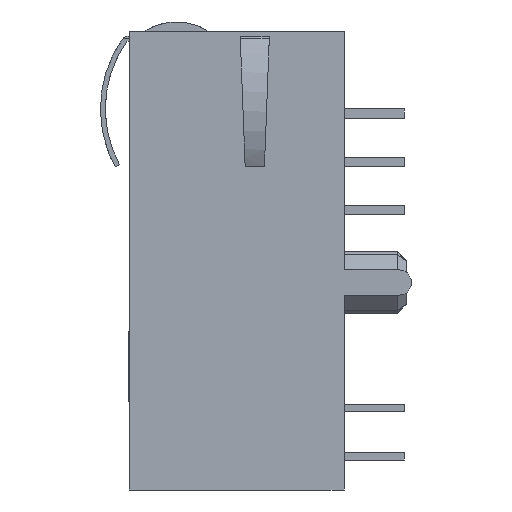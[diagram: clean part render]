
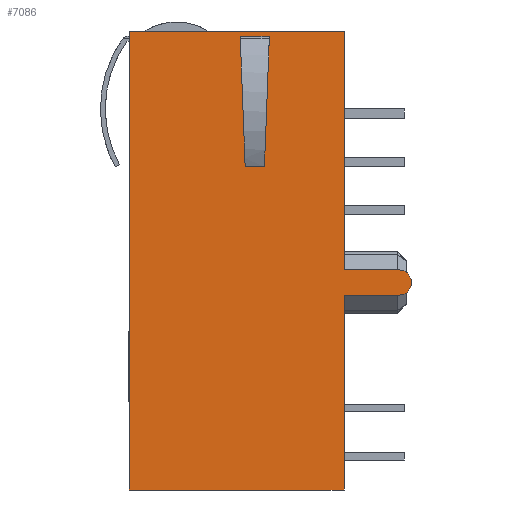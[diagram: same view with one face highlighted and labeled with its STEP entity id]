
A CAD part, left-side view. The second image highlights one B-rep face of the part: STEP entity #7086.
In plain terms, the highlighted planar face has unit normal (-1, 0, 0).
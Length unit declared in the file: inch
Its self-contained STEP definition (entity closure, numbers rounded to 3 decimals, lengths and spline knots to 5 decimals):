
#138 = EDGE_CURVE ( 'NONE', #9267, #3159, #5467, .T. ) ;
#168 = CIRCLE ( 'NONE', #8492, 0.026 ) ;
#225 = VERTEX_POINT ( 'NONE', #8083 ) ;
#258 = VECTOR ( 'NONE', #323, 39.37008 ) ;
#291 = LINE ( 'NONE', #9002, #1400 ) ;
#301 = CARTESIAN_POINT ( 'NONE',  ( -0.35, 0.2225, 0.475 ) ) ;
#323 = DIRECTION ( 'NONE',  ( 0., -1., 0. ) ) ;
#338 = EDGE_CURVE ( 'NONE', #4163, #1276, #6087, .T. ) ;
#420 = CARTESIAN_POINT ( 'NONE',  ( -0.35, 0.15075, -0.071 ) ) ;
#541 = VERTEX_POINT ( 'NONE', #8476 ) ;
#690 = CARTESIAN_POINT ( 'NONE',  ( -0.35, 0.15075, -0.475 ) ) ;
#851 = DIRECTION ( 'NONE',  ( 1., 0., 0. ) ) ;
#880 = CARTESIAN_POINT ( 'NONE',  ( -0.35, -0.14351, 0.475 ) ) ;
#974 = ORIENTED_EDGE ( 'NONE', *, *, #2777, .F. ) ;
#985 = CARTESIAN_POINT ( 'NONE',  ( -0.35, 0.15522, 0.455 ) ) ;
#1082 = CARTESIAN_POINT ( 'NONE',  ( -0.35, 0.155, 0. ) ) ;
#1092 = DIRECTION ( 'NONE',  ( 0., 1., 0. ) ) ;
#1115 = CARTESIAN_POINT ( 'NONE',  ( -0.35, 0.155, 0.46083 ) ) ;
#1175 = ORIENTED_EDGE ( 'NONE', *, *, #8115, .T. ) ;
#1276 = VERTEX_POINT ( 'NONE', #9961 ) ;
#1342 = ORIENTED_EDGE ( 'NONE', *, *, #2644, .T. ) ;
#1400 = VECTOR ( 'NONE', #9799, 39.37008 ) ;
#1519 = ORIENTED_EDGE ( 'NONE', *, *, #4527, .F. ) ;
#1536 = VECTOR ( 'NONE', #5487, 39.37008 ) ;
#1568 = VERTEX_POINT ( 'NONE', #9587 ) ;
#1578 = VERTEX_POINT ( 'NONE', #7998 ) ;
#1586 = DIRECTION ( 'NONE',  ( 0., 0.038, -0.999 ) ) ;
#1684 = CARTESIAN_POINT ( 'NONE',  ( -0.35, 0., 0. ) ) ;
#1698 = ORIENTED_EDGE ( 'NONE', *, *, #3577, .T. ) ;
#1763 = DIRECTION ( 'NONE',  ( 1., 0., 0. ) ) ;
#1931 = ORIENTED_EDGE ( 'NONE', *, *, #9177, .T. ) ;
#1944 = CARTESIAN_POINT ( 'NONE',  ( -0.35, 0.445, 0. ) ) ;
#2017 = DIRECTION ( 'NONE',  ( 0., 1., 0. ) ) ;
#2168 = VECTOR ( 'NONE', #2441, 39.37008 ) ;
#2252 = EDGE_CURVE ( 'NONE', #5704, #1568, #6733, .T. ) ;
#2399 = VECTOR ( 'NONE', #5098, 39.37008 ) ;
#2433 = LINE ( 'NONE', #4822, #2168 ) ;
#2441 = DIRECTION ( 'NONE',  ( 0., 0., 1. ) ) ;
#2484 = DIRECTION ( 'NONE',  ( 0., 0., -1. ) ) ;
#2496 = DIRECTION ( 'NONE',  ( 0., 0., 1. ) ) ;
#2613 = CARTESIAN_POINT ( 'NONE',  ( -0.35, 0.21478, 0.455 ) ) ;
#2644 = EDGE_CURVE ( 'NONE', #4634, #1568, #5337, .T. ) ;
#2767 = CARTESIAN_POINT ( 'NONE',  ( -0.35, 0., 0.475 ) ) ;
#2777 = EDGE_CURVE ( 'NONE', #9208, #3159, #4091, .T. ) ;
#2979 = CARTESIAN_POINT ( 'NONE',  ( -0.35, 0., -0.071 ) ) ;
#3082 = ORIENTED_EDGE ( 'NONE', *, *, #338, .F. ) ;
#3089 = ORIENTED_EDGE ( 'NONE', *, *, #2252, .F. ) ;
#3159 = VERTEX_POINT ( 'NONE', #985 ) ;
#3177 = EDGE_CURVE ( 'NONE', #9265, #1578, #4593, .T. ) ;
#3191 = VECTOR ( 'NONE', #1092, 39.37008 ) ;
#3407 = ORIENTED_EDGE ( 'NONE', *, *, #138, .T. ) ;
#3577 = EDGE_CURVE ( 'NONE', #541, #4634, #2433, .T. ) ;
#3637 = CARTESIAN_POINT ( 'NONE',  ( -0.35, 0.15075, 0.455 ) ) ;
#3650 = VECTOR ( 'NONE', #4200, 39.37008 ) ;
#3803 = LINE ( 'NONE', #1684, #9942 ) ;
#3931 = VERTEX_POINT ( 'NONE', #2979 ) ;
#3987 = FACE_OUTER_BOUND ( 'NONE', #8269, .T. ) ;
#4004 = EDGE_CURVE ( 'NONE', #225, #5704, #7951, .T. ) ;
#4011 = VECTOR ( 'NONE', #2017, 39.37008 ) ;
#4091 = LINE ( 'NONE', #3637, #5969 ) ;
#4163 = VERTEX_POINT ( 'NONE', #7282 ) ;
#4200 = DIRECTION ( 'NONE',  ( 0., 1., 0. ) ) ;
#4313 = CARTESIAN_POINT ( 'NONE',  ( -0.35, 0.215, 0.465 ) ) ;
#4316 = CARTESIAN_POINT ( 'NONE',  ( -0.35, 0.15075, -0.019 ) ) ;
#4335 = EDGE_LOOP ( 'NONE', ( #974, #1931, #8801, #6273, #6177, #3407 ) ) ;
#4527 = EDGE_CURVE ( 'NONE', #1276, #4869, #168, .T. ) ;
#4547 = EDGE_CURVE ( 'NONE', #8990, #9265, #5806, .T. ) ;
#4593 = LINE ( 'NONE', #9005, #6466 ) ;
#4634 = VERTEX_POINT ( 'NONE', #2767 ) ;
#4764 = ORIENTED_EDGE ( 'NONE', *, *, #6123, .F. ) ;
#4822 = CARTESIAN_POINT ( 'NONE',  ( -0.35, 0., 0. ) ) ;
#4869 = VERTEX_POINT ( 'NONE', #7901 ) ;
#5098 = DIRECTION ( 'NONE',  ( 0., 0., 1. ) ) ;
#5200 = EDGE_CURVE ( 'NONE', #9267, #8990, #9046, .T. ) ;
#5337 = LINE ( 'NONE', #301, #3191 ) ;
#5467 = LINE ( 'NONE', #8716, #7354 ) ;
#5487 = DIRECTION ( 'NONE',  ( 0., 1., 0. ) ) ;
#5657 = CARTESIAN_POINT ( 'NONE',  ( -0.35, -0.114, -0.045 ) ) ;
#5704 = VERTEX_POINT ( 'NONE', #9766 ) ;
#5806 = LINE ( 'NONE', #8091, #3650 ) ;
#5951 = DIRECTION ( 'NONE',  ( 0., 0., 1. ) ) ;
#5969 = VECTOR ( 'NONE', #8452, 39.37008 ) ;
#6087 = CIRCLE ( 'NONE', #7991, 0.026 ) ;
#6123 = EDGE_CURVE ( 'NONE', #541, #4163, #8787, .T. ) ;
#6142 = LINE ( 'NONE', #420, #4011 ) ;
#6155 = EDGE_CURVE ( 'NONE', #4869, #3931, #6142, .T. ) ;
#6177 = ORIENTED_EDGE ( 'NONE', *, *, #5200, .F. ) ;
#6273 = ORIENTED_EDGE ( 'NONE', *, *, #4547, .F. ) ;
#6386 = FACE_BOUND ( 'NONE', #4335, .T. ) ;
#6456 = PLANE ( 'NONE',  #8096 ) ;
#6464 = DIRECTION ( 'NONE',  ( 0., -1., 0. ) ) ;
#6466 = VECTOR ( 'NONE', #7403, 39.37008 ) ;
#6486 = VECTOR ( 'NONE', #5951, 39.37008 ) ;
#6581 = CARTESIAN_POINT ( 'NONE',  ( -0.35, -0.114, -0.045 ) ) ;
#6733 = LINE ( 'NONE', #1944, #6486 ) ;
#7086 = ADVANCED_FACE ( 'NONE', ( #6386, #3987 ), #6456, .F. ) ;
#7282 = CARTESIAN_POINT ( 'NONE',  ( -0.35, -0.114, -0.019 ) ) ;
#7296 = DIRECTION ( 'NONE',  ( 1., 0., 0. ) ) ;
#7354 = VECTOR ( 'NONE', #1586, 39.37008 ) ;
#7391 = DIRECTION ( 'NONE',  ( 0., -1., 0. ) ) ;
#7403 = DIRECTION ( 'NONE',  ( 0., 0., -1. ) ) ;
#7901 = CARTESIAN_POINT ( 'NONE',  ( -0.35, -0.114, -0.071 ) ) ;
#7951 = LINE ( 'NONE', #690, #1536 ) ;
#7991 = AXIS2_PLACEMENT_3D ( 'NONE', #5657, #851, #6464 ) ;
#7998 = CARTESIAN_POINT ( 'NONE',  ( -0.35, 0.215, 0.46083 ) ) ;
#8083 = CARTESIAN_POINT ( 'NONE',  ( -0.35, 0., -0.475 ) ) ;
#8091 = CARTESIAN_POINT ( 'NONE',  ( -0.35, 0.15075, 0.465 ) ) ;
#8096 = AXIS2_PLACEMENT_3D ( 'NONE', #880, #7296, #2484 ) ;
#8115 = EDGE_CURVE ( 'NONE', #225, #3931, #3803, .T. ) ;
#8269 = EDGE_LOOP ( 'NONE', ( #10095, #1519, #3082, #4764, #1698, #1342, #3089, #8490, #1175 ) ) ;
#8452 = DIRECTION ( 'NONE',  ( 0., -1., 0. ) ) ;
#8476 = CARTESIAN_POINT ( 'NONE',  ( -0.35, 0., -0.019 ) ) ;
#8490 = ORIENTED_EDGE ( 'NONE', *, *, #4004, .F. ) ;
#8492 = AXIS2_PLACEMENT_3D ( 'NONE', #6581, #1763, #7391 ) ;
#8716 = CARTESIAN_POINT ( 'NONE',  ( -0.35, 0.16003, 0.32712 ) ) ;
#8787 = LINE ( 'NONE', #4316, #258 ) ;
#8801 = ORIENTED_EDGE ( 'NONE', *, *, #3177, .F. ) ;
#8990 = VERTEX_POINT ( 'NONE', #9594 ) ;
#9002 = CARTESIAN_POINT ( 'NONE',  ( -0.35, 0.20997, 0.32712 ) ) ;
#9005 = CARTESIAN_POINT ( 'NONE',  ( -0.35, 0.215, 0. ) ) ;
#9046 = LINE ( 'NONE', #1082, #2399 ) ;
#9177 = EDGE_CURVE ( 'NONE', #9208, #1578, #291, .T. ) ;
#9208 = VERTEX_POINT ( 'NONE', #2613 ) ;
#9265 = VERTEX_POINT ( 'NONE', #4313 ) ;
#9267 = VERTEX_POINT ( 'NONE', #1115 ) ;
#9587 = CARTESIAN_POINT ( 'NONE',  ( -0.35, 0.445, 0.475 ) ) ;
#9594 = CARTESIAN_POINT ( 'NONE',  ( -0.35, 0.155, 0.465 ) ) ;
#9766 = CARTESIAN_POINT ( 'NONE',  ( -0.35, 0.445, -0.475 ) ) ;
#9799 = DIRECTION ( 'NONE',  ( 0., 0.038, 0.999 ) ) ;
#9942 = VECTOR ( 'NONE', #2496, 39.37008 ) ;
#9961 = CARTESIAN_POINT ( 'NONE',  ( -0.35, -0.14, -0.045 ) ) ;
#10095 = ORIENTED_EDGE ( 'NONE', *, *, #6155, .F. ) ;
